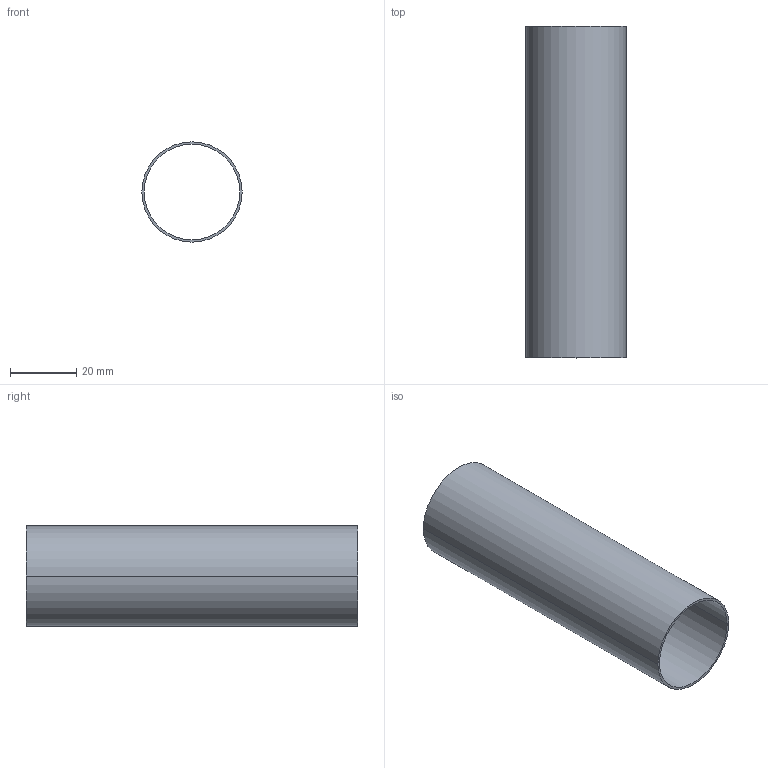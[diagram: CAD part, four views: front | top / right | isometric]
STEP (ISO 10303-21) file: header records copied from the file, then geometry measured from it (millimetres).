
FILE_DESCRIPTION(('STEP AP214'),'1');
FILE_NAME('manchon304L.stp','2022-04-26T11:23:34',(''),(''),'Spatial InterOp 3D',' ',' ');
FILE_SCHEMA(('AUTOMOTIVE_DESIGN { 1 0 10303 214 1 1 1 1 }'));
Length unit declared in the file: inch
Products named in the file (1): Part_48
Bounding box: 30.2 x 100 x 30.2 mm (x, y, z)
Volume: 6487.4 mm3; surface area: 18665.1 mm2
Topology: 1 solids, 1 shells, 6 faces, 13 edges, 10 vertices
Faces by surface type: cylinder 4, plane 2
Entity records: 260 total; most frequent: DIRECTION 37, CARTESIAN_POINT 29, ORIENTED_EDGE 24, AXIS2_PLACEMENT_3D 16, EDGE_CURVE 12, STYLED_ITEM 8, PRESENTATION_STYLE_ASSIGNMENT 8, COLOUR_RGB 8
